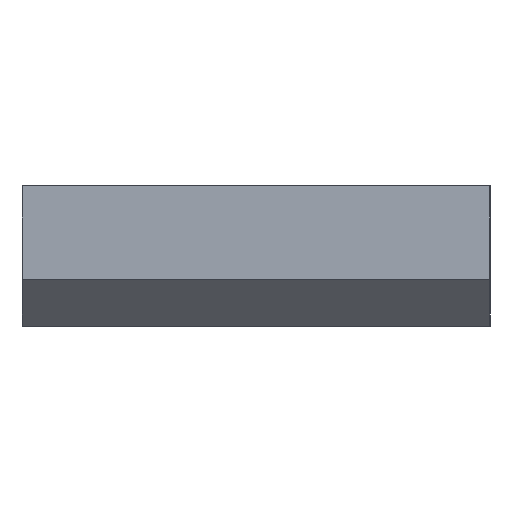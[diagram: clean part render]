
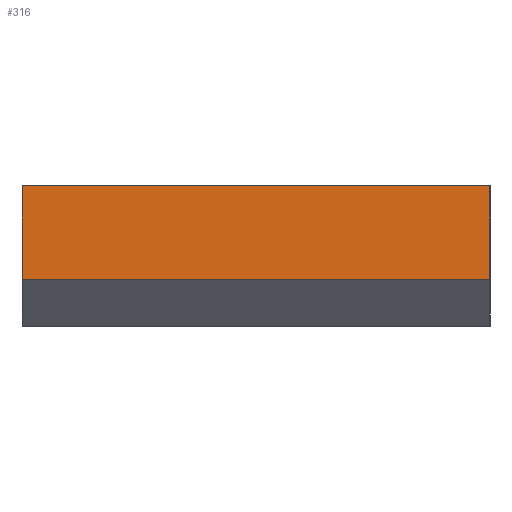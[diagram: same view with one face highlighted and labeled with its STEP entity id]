
A CAD part, left-side view. The second image highlights one B-rep face of the part: STEP entity #316.
In plain terms, the highlighted planar face has unit normal (-1, 0, 0).
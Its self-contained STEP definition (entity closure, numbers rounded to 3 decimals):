
#36=FACE_OUTER_BOUND('',#54,.T.);
#54=EDGE_LOOP('',(#261,#262,#263,#264));
#74=LINE('',#465,#112);
#89=LINE('',#496,#127);
#93=LINE('',#511,#131);
#94=LINE('',#512,#132);
#112=VECTOR('',#374,10.);
#127=VECTOR('',#403,10.);
#131=VECTOR('',#421,10.);
#132=VECTOR('',#422,10.);
#149=VERTEX_POINT('',#462);
#150=VERTEX_POINT('',#464);
#159=VERTEX_POINT('',#494);
#163=VERTEX_POINT('',#510);
#178=EDGE_CURVE('',#150,#149,#74,.T.);
#194=EDGE_CURVE('',#149,#159,#89,.T.);
#201=EDGE_CURVE('',#163,#159,#93,.T.);
#202=EDGE_CURVE('',#150,#163,#94,.T.);
#261=ORIENTED_EDGE('',*,*,#178,.T.);
#262=ORIENTED_EDGE('',*,*,#194,.T.);
#263=ORIENTED_EDGE('',*,*,#201,.F.);
#264=ORIENTED_EDGE('',*,*,#202,.F.);
#300=PLANE('',#350);
#316=ADVANCED_FACE('',(#36),#300,.T.);
#350=AXIS2_PLACEMENT_3D('',#509,#419,#420);
#374=DIRECTION('',(0.,0.,1.));
#403=DIRECTION('',(0.,1.,0.));
#419=DIRECTION('center_axis',(-1.,0.,0.));
#420=DIRECTION('ref_axis',(0.,0.,1.));
#421=DIRECTION('',(0.,0.,1.));
#422=DIRECTION('',(0.,1.,0.));
#462=CARTESIAN_POINT('',(0.,0.,0.));
#464=CARTESIAN_POINT('',(0.,0.,-4.));
#465=CARTESIAN_POINT('',(0.,0.,-4.));
#494=CARTESIAN_POINT('',(0.,20.,0.));
#496=CARTESIAN_POINT('',(0.,0.,0.));
#509=CARTESIAN_POINT('Origin',(0.,0.,-4.));
#510=CARTESIAN_POINT('',(0.,20.,-4.));
#511=CARTESIAN_POINT('',(0.,20.,-4.));
#512=CARTESIAN_POINT('',(0.,0.,-4.));
